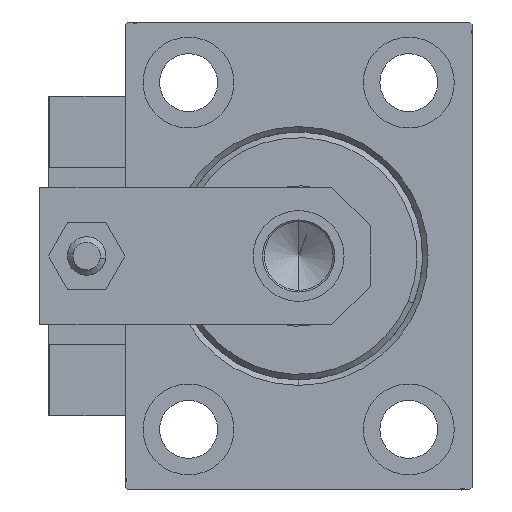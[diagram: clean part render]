
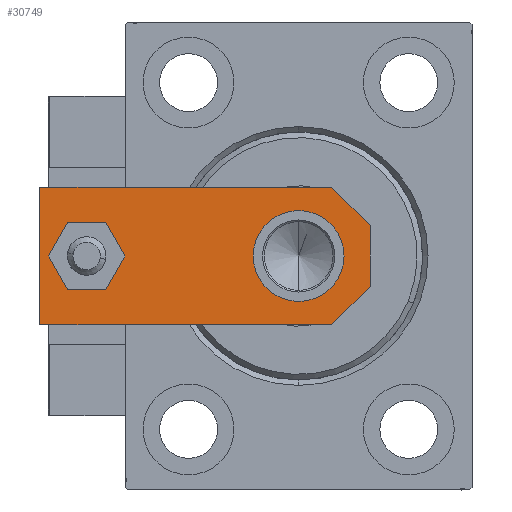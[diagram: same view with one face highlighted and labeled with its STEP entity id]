
A CAD part, left-side view. The second image highlights one B-rep face of the part: STEP entity #30749.
In plain terms, the highlighted face is planar.
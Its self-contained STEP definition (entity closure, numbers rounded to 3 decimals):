
#450 = VERTEX_POINT ( 'NONE', #47575 ) ;
#1674 = LINE ( 'NONE', #40645, #5091 ) ;
#1742 = LINE ( 'NONE', #48922, #25636 ) ;
#1897 = DIRECTION ( 'NONE',  ( 0., 0., 1. ) ) ;
#1900 = EDGE_CURVE ( 'NONE', #48120, #29703, #49043, .T. ) ;
#1941 = VERTEX_POINT ( 'NONE', #41598 ) ;
#2193 = FACE_BOUND ( 'NONE', #12047, .T. ) ;
#4093 = CARTESIAN_POINT ( 'NONE',  ( 12.5, 60., 6. ) ) ;
#5091 = VECTOR ( 'NONE', #6024, 1000. ) ;
#5132 = CARTESIAN_POINT ( 'NONE',  ( 12.5, 60., 6. ) ) ;
#6024 = DIRECTION ( 'NONE',  ( 0.707, 0.707, 0. ) ) ;
#7060 = DIRECTION ( 'NONE',  ( 1., 0., 0. ) ) ;
#7144 = AXIS2_PLACEMENT_3D ( 'NONE', #17528, #1897, #12959 ) ;
#8258 = DIRECTION ( 'NONE',  ( 0., 0., 1. ) ) ;
#8845 = CIRCLE ( 'NONE', #50582, 8.25 ) ;
#9209 = EDGE_CURVE ( 'NONE', #29703, #19183, #33222, .T. ) ;
#9490 = VECTOR ( 'NONE', #48210, 1000. ) ;
#9906 = FACE_OUTER_BOUND ( 'NONE', #12879, .T. ) ;
#10083 = CARTESIAN_POINT ( 'NONE',  ( -2.75, -2.75, 6. ) ) ;
#12047 = EDGE_LOOP ( 'NONE', ( #24463, #28549 ) ) ;
#12373 = VERTEX_POINT ( 'NONE', #15395 ) ;
#12879 = EDGE_LOOP ( 'NONE', ( #48141, #46748, #34718, #16237, #31819, #19678 ) ) ;
#12959 = DIRECTION ( 'NONE',  ( 1., 0., 0. ) ) ;
#13745 = DIRECTION ( 'NONE',  ( 0., 0., 1. ) ) ;
#13761 = CARTESIAN_POINT ( 'NONE',  ( -12.5, 0., 6. ) ) ;
#15395 = CARTESIAN_POINT ( 'NONE',  ( -4., 51.5, 6. ) ) ;
#16237 = ORIENTED_EDGE ( 'NONE', *, *, #28804, .T. ) ;
#16446 = CARTESIAN_POINT ( 'NONE',  ( -12.5, 60., 6. ) ) ;
#16566 = VERTEX_POINT ( 'NONE', #41878 ) ;
#17528 = CARTESIAN_POINT ( 'NONE',  ( 0., 51.5, 6. ) ) ;
#17594 = EDGE_CURVE ( 'NONE', #12373, #16566, #40706, .T. ) ;
#18676 = VERTEX_POINT ( 'NONE', #20824 ) ;
#19183 = VERTEX_POINT ( 'NONE', #46361 ) ;
#19678 = ORIENTED_EDGE ( 'NONE', *, *, #44387, .T. ) ;
#20365 = EDGE_CURVE ( 'NONE', #18676, #1941, #8845, .T. ) ;
#20489 = CIRCLE ( 'NONE', #49151, 4. ) ;
#20594 = VECTOR ( 'NONE', #36189, 1000. ) ;
#20824 = CARTESIAN_POINT ( 'NONE',  ( 8.25, 13., 6. ) ) ;
#21729 = EDGE_LOOP ( 'NONE', ( #44151, #35327 ) ) ;
#21829 = DIRECTION ( 'NONE',  ( 0., 0., 1. ) ) ;
#23919 = AXIS2_PLACEMENT_3D ( 'NONE', #33461, #13745, #49112 ) ;
#24463 = ORIENTED_EDGE ( 'NONE', *, *, #32687, .F. ) ;
#25443 = EDGE_CURVE ( 'NONE', #16566, #12373, #20489, .T. ) ;
#25620 = VERTEX_POINT ( 'NONE', #47442 ) ;
#25636 = VECTOR ( 'NONE', #44323, 1000. ) ;
#25689 = DIRECTION ( 'NONE',  ( 0.707, -0.707, 0. ) ) ;
#25929 = DIRECTION ( 'NONE',  ( 1., 0., 0. ) ) ;
#26963 = CARTESIAN_POINT ( 'NONE',  ( 0., 13., 6. ) ) ;
#27459 = LINE ( 'NONE', #16446, #20594 ) ;
#27790 = CARTESIAN_POINT ( 'NONE',  ( 0., 13., 6. ) ) ;
#28549 = ORIENTED_EDGE ( 'NONE', *, *, #20365, .F. ) ;
#28804 = EDGE_CURVE ( 'NONE', #19183, #450, #1674, .T. ) ;
#29128 = DIRECTION ( 'NONE',  ( 1., 0., 0. ) ) ;
#29611 = PLANE ( 'NONE',  #23919 ) ;
#29703 = VERTEX_POINT ( 'NONE', #47586 ) ;
#30749 = ADVANCED_FACE ( 'NONE', ( #33702, #9906, #2193 ), #29611, .T. ) ;
#30822 = VECTOR ( 'NONE', #29128, 1000. ) ;
#31215 = EDGE_CURVE ( 'NONE', #25620, #48120, #27459, .T. ) ;
#31428 = VERTEX_POINT ( 'NONE', #4093 ) ;
#31819 = ORIENTED_EDGE ( 'NONE', *, *, #39629, .T. ) ;
#32687 = EDGE_CURVE ( 'NONE', #1941, #18676, #41093, .T. ) ;
#32867 = CARTESIAN_POINT ( 'NONE',  ( 0., 51.5, 6. ) ) ;
#32886 = AXIS2_PLACEMENT_3D ( 'NONE', #27790, #38834, #7060 ) ;
#33222 = LINE ( 'NONE', #13761, #30822 ) ;
#33461 = CARTESIAN_POINT ( 'NONE',  ( 0., 0., 6. ) ) ;
#33702 = FACE_BOUND ( 'NONE', #21729, .T. ) ;
#34718 = ORIENTED_EDGE ( 'NONE', *, *, #9209, .T. ) ;
#35327 = ORIENTED_EDGE ( 'NONE', *, *, #25443, .F. ) ;
#36189 = DIRECTION ( 'NONE',  ( 0., -1., 0. ) ) ;
#38834 = DIRECTION ( 'NONE',  ( 0., 0., 1. ) ) ;
#39629 = EDGE_CURVE ( 'NONE', #450, #31428, #1742, .T. ) ;
#40645 = CARTESIAN_POINT ( 'NONE',  ( 2.75, -2.75, 6. ) ) ;
#40706 = CIRCLE ( 'NONE', #7144, 4. ) ;
#41009 = LINE ( 'NONE', #5132, #9490 ) ;
#41093 = CIRCLE ( 'NONE', #32886, 8.25 ) ;
#41598 = CARTESIAN_POINT ( 'NONE',  ( -8.25, 13., 6. ) ) ;
#41878 = CARTESIAN_POINT ( 'NONE',  ( 4., 51.5, 6. ) ) ;
#43370 = DIRECTION ( 'NONE',  ( 1., 0., 0. ) ) ;
#44151 = ORIENTED_EDGE ( 'NONE', *, *, #17594, .F. ) ;
#44323 = DIRECTION ( 'NONE',  ( 0., 1., 0. ) ) ;
#44387 = EDGE_CURVE ( 'NONE', #31428, #25620, #41009, .T. ) ;
#45292 = CARTESIAN_POINT ( 'NONE',  ( -12.5, 7., 6. ) ) ;
#46361 = CARTESIAN_POINT ( 'NONE',  ( 5.5, 0., 6. ) ) ;
#46748 = ORIENTED_EDGE ( 'NONE', *, *, #1900, .T. ) ;
#47442 = CARTESIAN_POINT ( 'NONE',  ( -12.5, 60., 6. ) ) ;
#47575 = CARTESIAN_POINT ( 'NONE',  ( 12.5, 7., 6. ) ) ;
#47586 = CARTESIAN_POINT ( 'NONE',  ( -5.5, 0., 6. ) ) ;
#48120 = VERTEX_POINT ( 'NONE', #45292 ) ;
#48141 = ORIENTED_EDGE ( 'NONE', *, *, #31215, .T. ) ;
#48210 = DIRECTION ( 'NONE',  ( -1., 0., 0. ) ) ;
#48922 = CARTESIAN_POINT ( 'NONE',  ( 12.5, 0., 6. ) ) ;
#49043 = LINE ( 'NONE', #10083, #49544 ) ;
#49112 = DIRECTION ( 'NONE',  ( 1., 0., 0. ) ) ;
#49151 = AXIS2_PLACEMENT_3D ( 'NONE', #32867, #21829, #25929 ) ;
#49544 = VECTOR ( 'NONE', #25689, 1000. ) ;
#50582 = AXIS2_PLACEMENT_3D ( 'NONE', #26963, #8258, #43370 ) ;
